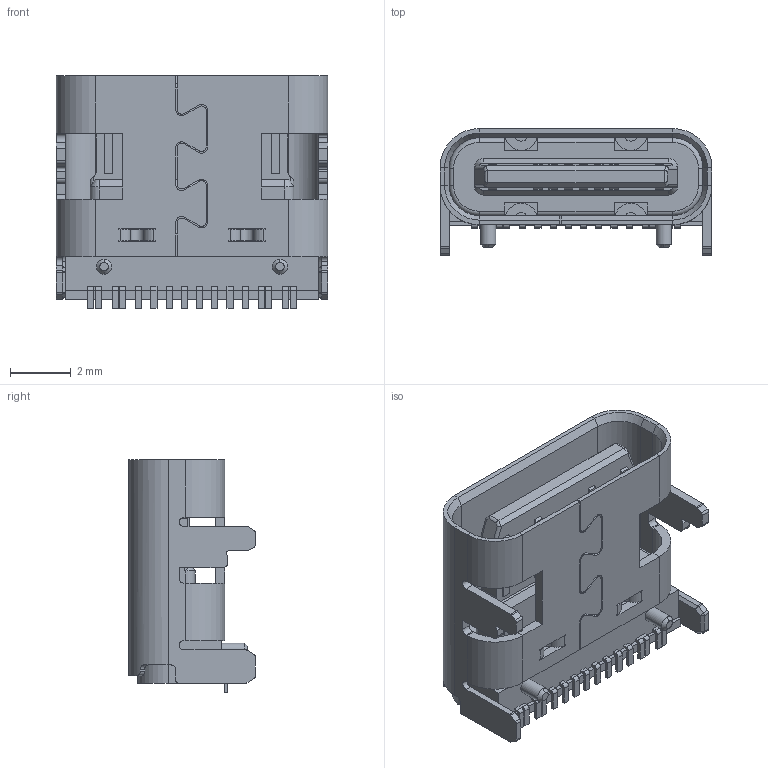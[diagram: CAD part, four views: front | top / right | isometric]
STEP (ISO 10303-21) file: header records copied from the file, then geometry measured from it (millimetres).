
FILE_DESCRIPTION (( 'STEP AP214' ), '1' );
FILE_NAME ('TYPE-C 16PIN 2MD (073).STEP', '2023-10-04T21:33:14', ( '' ), ( '' ), 'SwSTEP 2.0', 'SolidWorks 2021', '' );
FILE_SCHEMA (( 'AUTOMOTIVE_DESIGN' ));
Length unit declared in the file: millimetre
Products named in the file (1): TYPE-C 16PIN 2MD (073)
Bounding box: 8.94 x 4.16 x 7.65 mm (x, y, z)
Volume: 115 mm3; surface area: 509.4 mm2
Topology: 30 solids, 30 shells, 803 faces, 2036 edges, 1286 vertices
Faces by surface type: plane 555, cylinder 189, cone 47, sphere 4, torus 4, bspline 4
Entity records: 26222 total; most frequent: CARTESIAN_POINT 4740, ORIENTED_EDGE 4044, DIRECTION 3954, EDGE_CURVE 2022, LINE 1578, VECTOR 1578, VERTEX_POINT 1286, AXIS2_PLACEMENT_3D 1188
